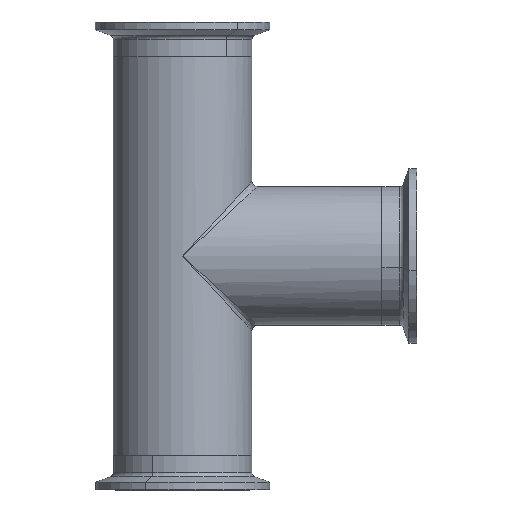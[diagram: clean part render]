
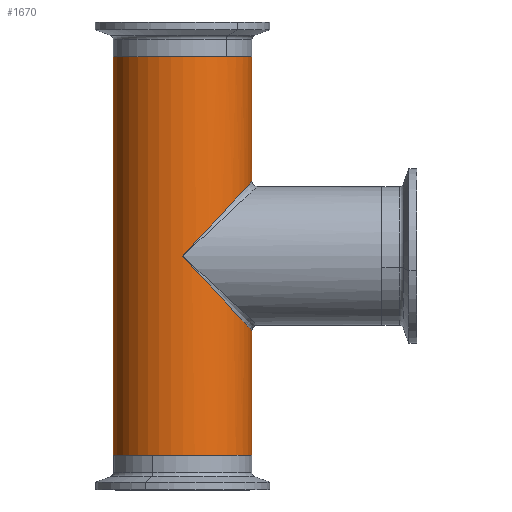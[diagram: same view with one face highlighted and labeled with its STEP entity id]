
A CAD part, front view. The second image highlights one B-rep face of the part: STEP entity #1670.
In plain terms, the highlighted cylindrical face has radius 25.4 mm (diameter 50.8 mm), a partial arc.
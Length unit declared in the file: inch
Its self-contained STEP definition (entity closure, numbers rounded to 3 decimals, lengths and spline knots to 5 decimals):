
#29 =( BOUNDED_CURVE ( )  B_SPLINE_CURVE ( 3, ( #972, #1246, #1522, #725 ),
 .UNSPECIFIED., .F., .F. ) 
 B_SPLINE_CURVE_WITH_KNOTS ( ( 4, 4 ),
 ( 3.14159, 4.71239 ),
 .UNSPECIFIED. ) 
 CURVE ( )  GEOMETRIC_REPRESENTATION_ITEM ( )  RATIONAL_B_SPLINE_CURVE ( ( 1., 0.805, 0.805, 1. ) ) 
 REPRESENTATION_ITEM ( '' )  );
#30 = ORIENTED_EDGE ( 'NONE', *, *, #1534, .T. ) ;
#84 = DIRECTION ( 'NONE',  ( 0., 0., 1. ) ) ;
#98 = AXIS2_PLACEMENT_3D ( 'NONE', #759, #1048, #500 ) ;
#148 = LINE ( 'NONE', #629, #210 ) ;
#156 = ORIENTED_EDGE ( 'NONE', *, *, #1748, .F. ) ;
#210 = VECTOR ( 'NONE', #1450, 39.37008 ) ;
#219 = CARTESIAN_POINT ( 'NONE',  ( 0., -1., 0. ) ) ;
#331 = LINE ( 'NONE', #962, #1683 ) ;
#376 = VERTEX_POINT ( 'NONE', #1640 ) ;
#381 = CARTESIAN_POINT ( 'NONE',  ( 1., 0., -1.07874 ) ) ;
#393 = ORIENTED_EDGE ( 'NONE', *, *, #1682, .T. ) ;
#408 = CARTESIAN_POINT ( 'NONE',  ( 0., -1., 0. ) ) ;
#444 = LINE ( 'NONE', #486, #1208 ) ;
#480 = FACE_OUTER_BOUND ( 'NONE', #871, .T. ) ;
#486 = CARTESIAN_POINT ( 'NONE',  ( 1., 0., 2.87402 ) ) ;
#490 = AXIS2_PLACEMENT_3D ( 'NONE', #1427, #84, #1291 ) ;
#493 = CARTESIAN_POINT ( 'NONE',  ( 1., 0., -2.87402 ) ) ;
#494 = DIRECTION ( 'NONE',  ( -1., 0., 0. ) ) ;
#500 = DIRECTION ( 'NONE',  ( 1., 0., 0. ) ) ;
#504 = EDGE_CURVE ( 'NONE', #857, #940, #29, .T. ) ;
#525 = VERTEX_POINT ( 'NONE', #1404 ) ;
#541 = AXIS2_PLACEMENT_3D ( 'NONE', #657, #775, #494 ) ;
#629 = CARTESIAN_POINT ( 'NONE',  ( 1., 0., 2.87402 ) ) ;
#636 = EDGE_CURVE ( 'NONE', #797, #1059, #1116, .T. ) ;
#637 = CARTESIAN_POINT ( 'NONE',  ( 0.58579, -1., 0.63191 ) ) ;
#657 = CARTESIAN_POINT ( 'NONE',  ( 0., 0., 2.87402 ) ) ;
#725 = CARTESIAN_POINT ( 'NONE',  ( 0., -1., 0. ) ) ;
#758 = ORIENTED_EDGE ( 'NONE', *, *, #1075, .F. ) ;
#759 = CARTESIAN_POINT ( 'NONE',  ( 0., 0., 2.87402 ) ) ;
#775 = DIRECTION ( 'NONE',  ( 0., 0., -1. ) ) ;
#797 = VERTEX_POINT ( 'NONE', #1068 ) ;
#857 = VERTEX_POINT ( 'NONE', #381 ) ;
#869 = ORIENTED_EDGE ( 'NONE', *, *, #1699, .F. ) ;
#871 = EDGE_LOOP ( 'NONE', ( #156, #758, #30, #1009, #869, #1630, #393 ) ) ;
#924 = VERTEX_POINT ( 'NONE', #1185 ) ;
#940 = VERTEX_POINT ( 'NONE', #408 ) ;
#962 = CARTESIAN_POINT ( 'NONE',  ( -1., 0., 2.87402 ) ) ;
#972 = CARTESIAN_POINT ( 'NONE',  ( 1., 0., -1.07874 ) ) ;
#1009 = ORIENTED_EDGE ( 'NONE', *, *, #636, .T. ) ;
#1048 = DIRECTION ( 'NONE',  ( 0., 0., 1. ) ) ;
#1059 = VERTEX_POINT ( 'NONE', #493 ) ;
#1068 = CARTESIAN_POINT ( 'NONE',  ( -1., 0., -2.87402 ) ) ;
#1075 = EDGE_CURVE ( 'NONE', #525, #376, #1217, .T. ) ;
#1116 = CIRCLE ( 'NONE', #490, 1. ) ;
#1175 = CARTESIAN_POINT ( 'NONE',  ( 1., -0.58579, 1.07874 ) ) ;
#1185 = CARTESIAN_POINT ( 'NONE',  ( 1., 0., 1.07874 ) ) ;
#1208 = VECTOR ( 'NONE', #1457, 39.37008 ) ;
#1217 = CIRCLE ( 'NONE', #98, 1. ) ;
#1246 = CARTESIAN_POINT ( 'NONE',  ( 1., -0.58579, -1.07874 ) ) ;
#1291 = DIRECTION ( 'NONE',  ( 1., 0., 0. ) ) ;
#1299 = CYLINDRICAL_SURFACE ( 'NONE', #541, 1. ) ;
#1404 = CARTESIAN_POINT ( 'NONE',  ( -1., 0., 2.87402 ) ) ;
#1427 = CARTESIAN_POINT ( 'NONE',  ( 0., 0., -2.87402 ) ) ;
#1450 = DIRECTION ( 'NONE',  ( 0., 0., -1. ) ) ;
#1457 = DIRECTION ( 'NONE',  ( 0., 0., -1. ) ) ;
#1522 = CARTESIAN_POINT ( 'NONE',  ( 0.58579, -1., -0.63191 ) ) ;
#1534 = EDGE_CURVE ( 'NONE', #525, #797, #331, .T. ) ;
#1543 =( BOUNDED_CURVE ( )  B_SPLINE_CURVE ( 3, ( #219, #637, #1175, #1705 ),
 .UNSPECIFIED., .F., .T. ) 
 B_SPLINE_CURVE_WITH_KNOTS ( ( 4, 4 ),
 ( 1.5708, 3.14159 ),
 .UNSPECIFIED. ) 
 CURVE ( )  GEOMETRIC_REPRESENTATION_ITEM ( )  RATIONAL_B_SPLINE_CURVE ( ( 1., 0.805, 0.805, 1. ) ) 
 REPRESENTATION_ITEM ( '' )  );
#1630 = ORIENTED_EDGE ( 'NONE', *, *, #504, .T. ) ;
#1640 = CARTESIAN_POINT ( 'NONE',  ( 1., 0., 2.87402 ) ) ;
#1670 = ADVANCED_FACE ( 'NONE', ( #480 ), #1299, .T. ) ;
#1678 = DIRECTION ( 'NONE',  ( 0., 0., -1. ) ) ;
#1682 = EDGE_CURVE ( 'NONE', #940, #924, #1543, .T. ) ;
#1683 = VECTOR ( 'NONE', #1678, 39.37008 ) ;
#1699 = EDGE_CURVE ( 'NONE', #857, #1059, #444, .T. ) ;
#1705 = CARTESIAN_POINT ( 'NONE',  ( 1., 0., 1.07874 ) ) ;
#1748 = EDGE_CURVE ( 'NONE', #376, #924, #148, .T. ) ;
